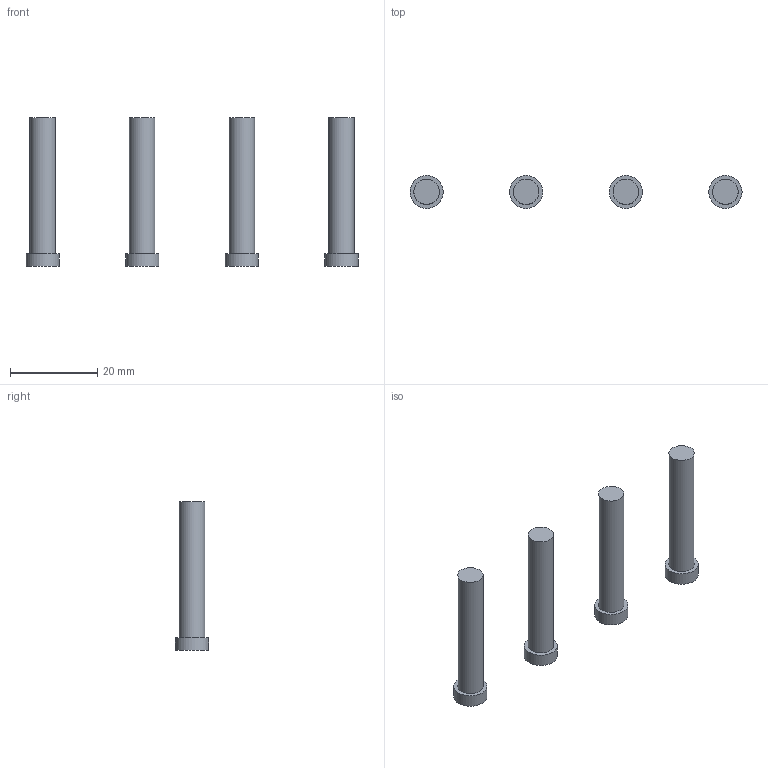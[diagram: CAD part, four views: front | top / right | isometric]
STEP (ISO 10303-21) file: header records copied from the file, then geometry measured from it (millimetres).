
FILE_DESCRIPTION(/* description */ ('STEP AP242','CAx-IF Rec.Pracs.---Representation and Presentation of Product Manufacturing Information (PMI)---4.0---2014-10-13','CAx-IF Rec.Pracs.---3D Tessellated Geometry---0.4---2014-09-14','2;1'),/* implementation_level */ '2;1');
FILE_NAME(/* name */ '630a980678cd317946d22e70',/* time_stamp */ '2022-08-27T22:17:43+00:00',/* author */ (''),/* organization */ (''),/* preprocessor_version */ 'ST-DEVELOPER v18.102',/* originating_system */ ' ',/* authorisation */ ' ');
FILE_SCHEMA (('AP242_MANAGED_MODEL_BASED_3D_ENGINEERING_MIM_LF { 1 0 10303 442 1 1 4 }'));
Length unit declared in the file: metre
Products named in the file (4): SelButton; LeftButton; RightButton; BackButton
Bounding box: 76.2 x 7.62 x 34.19 mm (x, y, z)
Volume: 3884.9 mm3; surface area: 2939.7 mm2
Topology: 4 solids, 4 shells, 20 faces, 28 edges, 20 vertices
Faces by surface type: plane 12, cylinder 8
Full cylindrical faces by diameter (mm): 5.842 x4, 7.62 x4
Entity records: 461 total; most frequent: DIRECTION 80, CARTESIAN_POINT 56, AXIS2_PLACEMENT_3D 40, ORIENTED_EDGE 32, EDGE_LOOP 32, FACE_BOUND 32, ADVANCED_FACE 20, EDGE_CURVE 16
